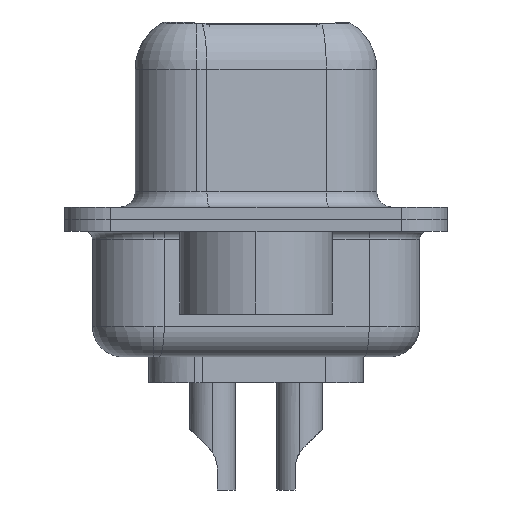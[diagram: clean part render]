
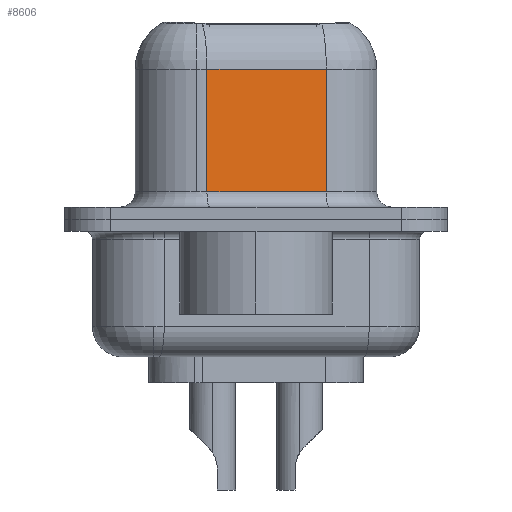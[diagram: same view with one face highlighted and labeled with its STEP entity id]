
A CAD part, left-side view. The second image highlights one B-rep face of the part: STEP entity #8606.
In plain terms, the highlighted planar face has unit normal (-0.985, -0.174, 0).
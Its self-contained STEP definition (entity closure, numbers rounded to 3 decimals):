
#123 = CARTESIAN_POINT ( 'NONE',  ( 5.068, -2.297, 6.65 ) ) ;
#250 = EDGE_CURVE ( 'NONE', #4550, #9571, #9889, .T. ) ;
#857 = DIRECTION ( 'NONE',  ( -0.174, 0.985, 0. ) ) ;
#1484 = ORIENTED_EDGE ( 'NONE', *, *, #9462, .F. ) ;
#1512 = CARTESIAN_POINT ( 'NONE',  ( 5.068, -2.297, 0.9 ) ) ;
#1800 = FACE_OUTER_BOUND ( 'NONE', #12576, .T. ) ;
#1931 = CARTESIAN_POINT ( 'NONE',  ( 4.38, 1.603, 0.9 ) ) ;
#3155 = LINE ( 'NONE', #13932, #5169 ) ;
#3209 = CARTESIAN_POINT ( 'NONE',  ( 5.068, -2.297, 4.9 ) ) ;
#3847 = CARTESIAN_POINT ( 'NONE',  ( 4.38, 1.603, 4.9 ) ) ;
#4147 = VECTOR ( 'NONE', #9580, 1000. ) ;
#4550 = VERTEX_POINT ( 'NONE', #3847 ) ;
#4629 = VECTOR ( 'NONE', #11182, 1000. ) ;
#5169 = VECTOR ( 'NONE', #12830, 1000. ) ;
#5385 = VECTOR ( 'NONE', #8041, 1000. ) ;
#5569 = ORIENTED_EDGE ( 'NONE', *, *, #14787, .T. ) ;
#6205 = LINE ( 'NONE', #123, #4629 ) ;
#6863 = CARTESIAN_POINT ( 'NONE',  ( 5.068, -2.297, 6.65 ) ) ;
#7927 = AXIS2_PLACEMENT_3D ( 'NONE', #6863, #9090, #857 ) ;
#8041 = DIRECTION ( 'NONE',  ( -0.174, 0.985, 0. ) ) ;
#8406 = VERTEX_POINT ( 'NONE', #1512 ) ;
#8606 = ADVANCED_FACE ( 'NONE', ( #1800 ), #10596, .F. ) ;
#9075 = VERTEX_POINT ( 'NONE', #11367 ) ;
#9090 = DIRECTION ( 'NONE',  ( 0.985, 0.174, 0. ) ) ;
#9186 = EDGE_CURVE ( 'NONE', #9075, #4550, #14074, .T. ) ;
#9462 = EDGE_CURVE ( 'NONE', #9075, #8406, #6205, .T. ) ;
#9571 = VERTEX_POINT ( 'NONE', #1931 ) ;
#9580 = DIRECTION ( 'NONE',  ( 0., 0., -1. ) ) ;
#9889 = LINE ( 'NONE', #15626, #4147 ) ;
#10596 = PLANE ( 'NONE',  #7927 ) ;
#11182 = DIRECTION ( 'NONE',  ( 0., 0., -1. ) ) ;
#11367 = CARTESIAN_POINT ( 'NONE',  ( 5.068, -2.297, 4.9 ) ) ;
#11779 = ORIENTED_EDGE ( 'NONE', *, *, #250, .T. ) ;
#12576 = EDGE_LOOP ( 'NONE', ( #1484, #13167, #11779, #5569 ) ) ;
#12830 = DIRECTION ( 'NONE',  ( 0.174, -0.985, 0. ) ) ;
#13167 = ORIENTED_EDGE ( 'NONE', *, *, #9186, .T. ) ;
#13932 = CARTESIAN_POINT ( 'NONE',  ( 5.068, -2.297, 0.9 ) ) ;
#14074 = LINE ( 'NONE', #3209, #5385 ) ;
#14787 = EDGE_CURVE ( 'NONE', #9571, #8406, #3155, .T. ) ;
#15626 = CARTESIAN_POINT ( 'NONE',  ( 4.38, 1.603, 6.65 ) ) ;
